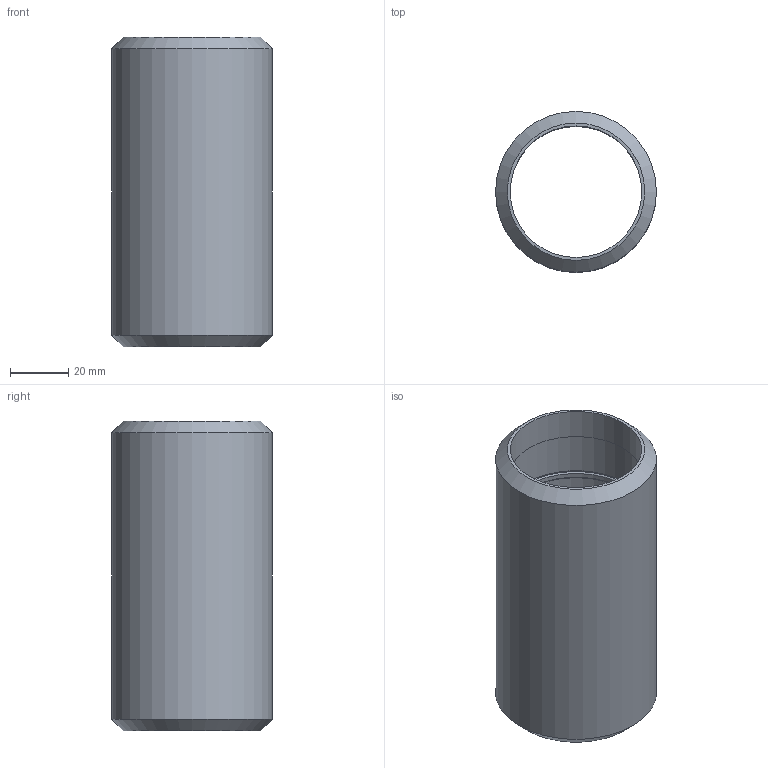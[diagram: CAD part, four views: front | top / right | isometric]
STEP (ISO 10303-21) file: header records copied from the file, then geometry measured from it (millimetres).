
FILE_DESCRIPTION(('FreeCAD Model'),'2;1');
FILE_NAME('Open CASCADE Shape Model','2022-05-18T17:49:55',(''),(''), 'Open CASCADE STEP processor 7.5','FreeCAD','Unknown');
FILE_SCHEMA(('AUTOMOTIVE_DESIGN { 1 0 10303 214 1 1 1 1 }'));
Length unit declared in the file: millimetre
Products named in the file (1): Body
Bounding box: 55 x 55 x 106 mm (x, y, z)
Volume: 69722.2 mm3; surface area: 35694.9 mm2
Topology: 1 solids, 1 shells, 34 faces, 56 edges, 34 vertices
Faces by surface type: plane 12, cylinder 12, torus 8, cone 2
Full cylindrical faces by diameter (mm): 45 x6, 47 x5, 55 x1
Entity records: 1556 total; most frequent: DIRECTION 280, CARTESIAN_POINT 237, ORIENTED_EDGE 112, PCURVE 112, DEFINITIONAL_REPRESENTATION 112, LINE 102, VECTOR 102, AXIS2_PLACEMENT_3D 77
